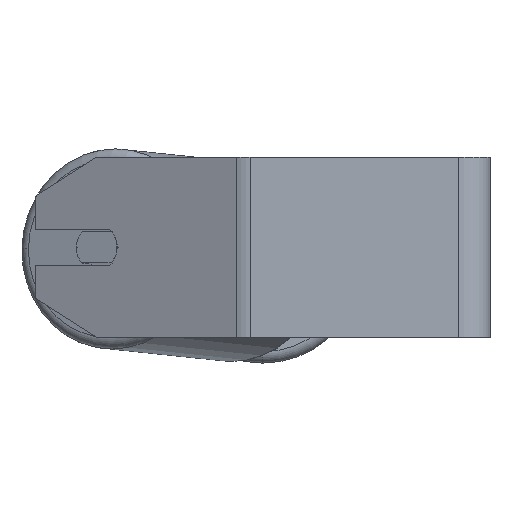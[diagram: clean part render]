
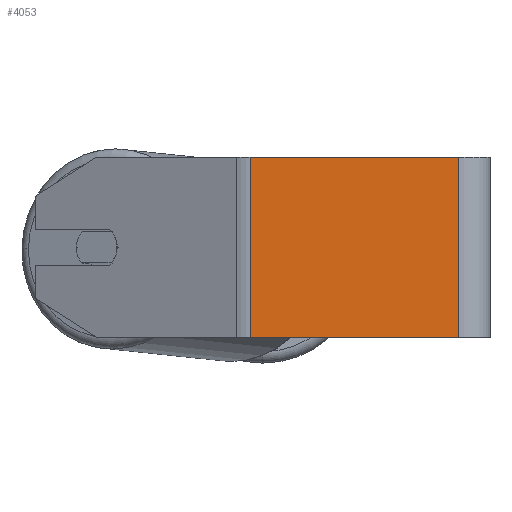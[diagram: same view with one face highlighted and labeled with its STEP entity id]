
A CAD part, left-side view. The second image highlights one B-rep face of the part: STEP entity #4053.
In plain terms, the highlighted planar face has unit normal (-1, 0, 0).
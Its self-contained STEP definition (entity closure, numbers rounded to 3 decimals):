
#201 = VERTEX_POINT ( 'NONE', #1660 ) ;
#552 = DIRECTION ( 'NONE',  ( 0., 0., -1. ) ) ;
#578 = DIRECTION ( 'NONE',  ( 0., -1., 0. ) ) ;
#1271 = CARTESIAN_POINT ( 'NONE',  ( -270., 106.514, 40. ) ) ;
#1477 = EDGE_CURVE ( 'NONE', #4343, #201, #3969, .T. ) ;
#1660 = CARTESIAN_POINT ( 'NONE',  ( -270., 106.514, -40. ) ) ;
#1733 = ORIENTED_EDGE ( 'NONE', *, *, #3195, .F. ) ;
#2353 = PLANE ( 'NONE',  #3190 ) ;
#2624 = ORIENTED_EDGE ( 'NONE', *, *, #1477, .T. ) ;
#3047 = LINE ( 'NONE', #4988, #7732 ) ;
#3190 = AXIS2_PLACEMENT_3D ( 'NONE', #3673, #4962, #7581 ) ;
#3195 = EDGE_CURVE ( 'NONE', #4343, #5143, #4465, .T. ) ;
#3274 = VERTEX_POINT ( 'NONE', #5965 ) ;
#3500 = CARTESIAN_POINT ( 'NONE',  ( -270., 109.617, -40. ) ) ;
#3673 = CARTESIAN_POINT ( 'NONE',  ( -270., 109.617, 40. ) ) ;
#3969 = LINE ( 'NONE', #1271, #8336 ) ;
#4053 = ADVANCED_FACE ( 'NONE', ( #5045 ), #2353, .F. ) ;
#4060 = ORIENTED_EDGE ( 'NONE', *, *, #7570, .F. ) ;
#4246 = EDGE_CURVE ( 'NONE', #201, #3274, #7877, .T. ) ;
#4292 = VECTOR ( 'NONE', #4718, 1000. ) ;
#4343 = VERTEX_POINT ( 'NONE', #7529 ) ;
#4465 = LINE ( 'NONE', #6552, #6437 ) ;
#4718 = DIRECTION ( 'NONE',  ( 0., -1., 0. ) ) ;
#4916 = EDGE_LOOP ( 'NONE', ( #7352, #4060, #1733, #2624 ) ) ;
#4962 = DIRECTION ( 'NONE',  ( 1., 0., 0. ) ) ;
#4988 = CARTESIAN_POINT ( 'NONE',  ( -270., 14., 40. ) ) ;
#5045 = FACE_OUTER_BOUND ( 'NONE', #4916, .T. ) ;
#5143 = VERTEX_POINT ( 'NONE', #8399 ) ;
#5965 = CARTESIAN_POINT ( 'NONE',  ( -270., 14., -40. ) ) ;
#6437 = VECTOR ( 'NONE', #578, 1000. ) ;
#6552 = CARTESIAN_POINT ( 'NONE',  ( -270., 109.617, 40. ) ) ;
#7352 = ORIENTED_EDGE ( 'NONE', *, *, #4246, .T. ) ;
#7529 = CARTESIAN_POINT ( 'NONE',  ( -270., 106.514, 40. ) ) ;
#7570 = EDGE_CURVE ( 'NONE', #5143, #3274, #3047, .T. ) ;
#7581 = DIRECTION ( 'NONE',  ( 0., 0., -1. ) ) ;
#7607 = DIRECTION ( 'NONE',  ( 0., 0., -1. ) ) ;
#7732 = VECTOR ( 'NONE', #7607, 1000. ) ;
#7877 = LINE ( 'NONE', #3500, #4292 ) ;
#8336 = VECTOR ( 'NONE', #552, 1000. ) ;
#8399 = CARTESIAN_POINT ( 'NONE',  ( -270., 14., 40. ) ) ;
